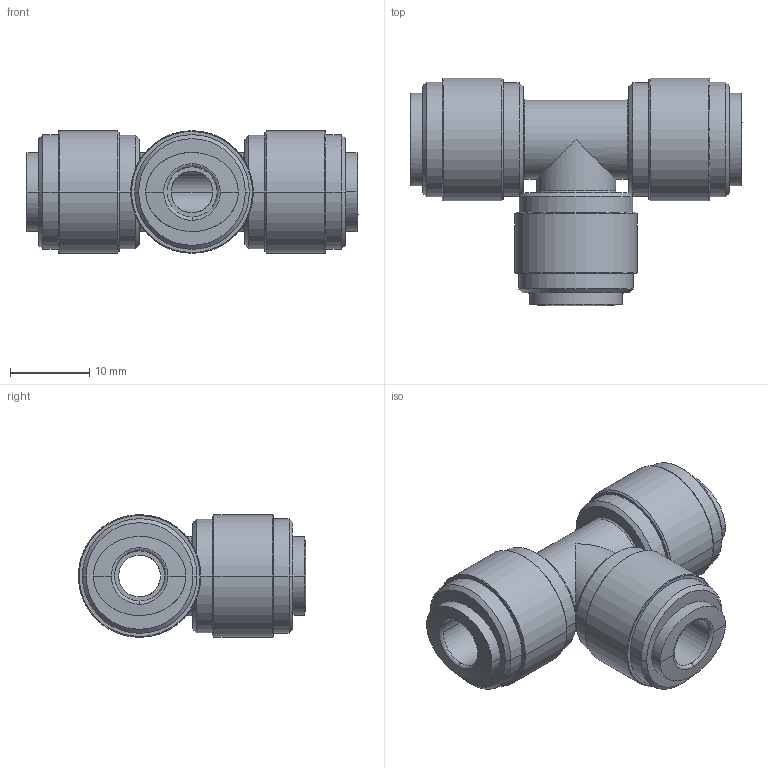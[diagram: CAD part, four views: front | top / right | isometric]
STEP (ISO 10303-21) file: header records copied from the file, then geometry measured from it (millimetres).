
FILE_DESCRIPTION (( 'STEP AP214' ), '1' );
FILE_NAME ('UT14-P.step', '2017-08-29T21:03:44', ( '' ), ( '' ), 'SwSTEP 2.0', 'SolidWorks 2017', '' );
FILE_SCHEMA (( 'AUTOMOTIVE_DESIGN' ));
Length unit declared in the file: inch
Products named in the file (1): UT14-P
Bounding box: 42 x 28.75 x 15.5 mm (x, y, z)
Volume: 6625.8 mm3; surface area: 4255.5 mm2
Topology: 1 solids, 1 shells, 95 faces, 216 edges, 134 vertices
Faces by surface type: cylinder 32, bspline 24, cone 18, plane 15, torus 6
Entity records: 5206 total; most frequent: CARTESIAN_POINT 3130, ORIENTED_EDGE 432, DIRECTION 424, EDGE_CURVE 216, AXIS2_PLACEMENT_3D 186, VERTEX_POINT 134, CIRCLE 114, EDGE_LOOP 110
